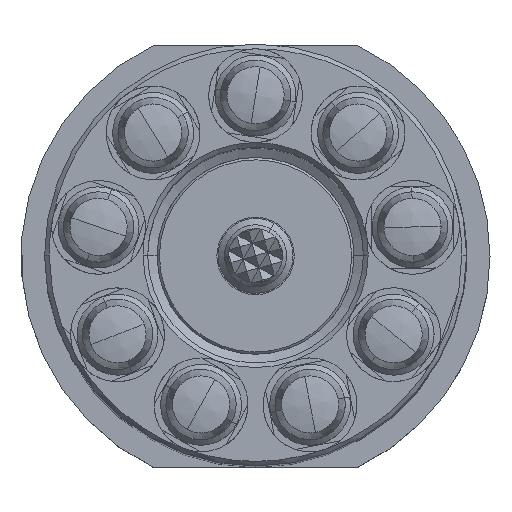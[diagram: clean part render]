
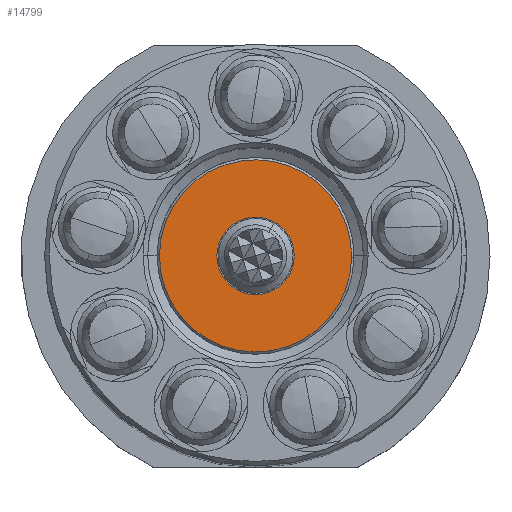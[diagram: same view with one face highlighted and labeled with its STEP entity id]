
A CAD part, top view. The second image highlights one B-rep face of the part: STEP entity #14799.
In plain terms, the highlighted planar face has unit normal (0, 0, 1).
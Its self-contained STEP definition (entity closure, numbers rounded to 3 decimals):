
#1674 = VERTEX_POINT ( 'NONE', #7505 ) ;
#1812 = CIRCLE ( 'NONE', #5698, 4.1 ) ;
#2575 = DIRECTION ( 'NONE',  ( -1., 0., 0. ) ) ;
#2704 = DIRECTION ( 'NONE',  ( 0., 0., 1. ) ) ;
#3218 = VERTEX_POINT ( 'NONE', #3864 ) ;
#3290 = CARTESIAN_POINT ( 'NONE',  ( 0., 0., -20.7 ) ) ;
#3306 = EDGE_CURVE ( 'NONE', #1674, #30108, #20358, .T. ) ;
#3743 = DIRECTION ( 'NONE',  ( 0., 0., -1. ) ) ;
#3864 = CARTESIAN_POINT ( 'NONE',  ( -4.1, 0.059, -20.7 ) ) ;
#4747 = DIRECTION ( 'NONE',  ( 0., 0., -1. ) ) ;
#4981 = EDGE_CURVE ( 'Defeature ausgef�hrt64_38+Defeature ausgef�hrt64_39+Defeature ausgef�hrt64_39+Defeature ausgef�hrt64_39', #3218, #7137, #9985, .T. ) ;
#5698 = AXIS2_PLACEMENT_3D ( 'NONE', #3290, #12588, #9572 ) ;
#5796 = EDGE_CURVE ( 'Defeature ausgef�hrt64_38+Defeature ausgef�hrt64_39+Defeature ausgef�hrt64_39+Defeature ausgef�hrt64_39', #7137, #3218, #1812, .T. ) ;
#6537 = AXIS2_PLACEMENT_3D ( 'NONE', #12139, #2704, #12930 ) ;
#6700 = DIRECTION ( 'NONE',  ( -1., 0.014, 0. ) ) ;
#6895 = DIRECTION ( 'NONE',  ( -1., 0., 0. ) ) ;
#7137 = VERTEX_POINT ( 'NONE', #11924 ) ;
#7167 = DIRECTION ( 'NONE',  ( 0., 0., -1. ) ) ;
#7505 = CARTESIAN_POINT ( 'NONE',  ( -1.65, 0., -20.7 ) ) ;
#9572 = DIRECTION ( 'NONE',  ( -1., 0.014, 0. ) ) ;
#9627 = AXIS2_PLACEMENT_3D ( 'NONE', #17973, #3743, #6700 ) ;
#9777 = AXIS2_PLACEMENT_3D ( 'NONE', #25804, #7167, #2575 ) ;
#9985 = CIRCLE ( 'NONE', #6537, 4.1 ) ;
#11871 = EDGE_CURVE ( 'NONE', #30108, #1674, #28791, .T. ) ;
#11924 = CARTESIAN_POINT ( 'NONE',  ( 4.1, -0.059, -20.7 ) ) ;
#12139 = CARTESIAN_POINT ( 'NONE',  ( 0., 0., -20.7 ) ) ;
#12588 = DIRECTION ( 'NONE',  ( 0., 0., 1. ) ) ;
#12611 = FACE_BOUND ( 'NONE', #18098, .T. ) ;
#12930 = DIRECTION ( 'NONE',  ( -1., 0.014, 0. ) ) ;
#14799 = ADVANCED_FACE ( 'Defeature ausgef�hrt64_38', ( #12611, #21948 ), #24251, .F. ) ;
#15616 = AXIS2_PLACEMENT_3D ( 'NONE', #17473, #4747, #6895 ) ;
#17473 = CARTESIAN_POINT ( 'NONE',  ( 0., 0., -20.7 ) ) ;
#17973 = CARTESIAN_POINT ( 'NONE',  ( 0.061, 4.2, -20.7 ) ) ;
#18098 = EDGE_LOOP ( 'NONE', ( #25088, #23937 ) ) ;
#19573 = ORIENTED_EDGE ( 'NONE', *, *, #5796, .T. ) ;
#19855 = EDGE_LOOP ( 'NONE', ( #26338, #19573 ) ) ;
#20358 = CIRCLE ( 'NONE', #15616, 1.65 ) ;
#21011 = CARTESIAN_POINT ( 'NONE',  ( 1.65, 0., -20.7 ) ) ;
#21948 = FACE_OUTER_BOUND ( 'NONE', #19855, .T. ) ;
#23937 = ORIENTED_EDGE ( 'NONE', *, *, #11871, .T. ) ;
#24251 = PLANE ( 'NONE',  #9627 ) ;
#25088 = ORIENTED_EDGE ( 'NONE', *, *, #3306, .T. ) ;
#25804 = CARTESIAN_POINT ( 'NONE',  ( 0., 0., -20.7 ) ) ;
#26338 = ORIENTED_EDGE ( 'NONE', *, *, #4981, .T. ) ;
#28791 = CIRCLE ( 'NONE', #9777, 1.65 ) ;
#30108 = VERTEX_POINT ( 'NONE', #21011 ) ;
